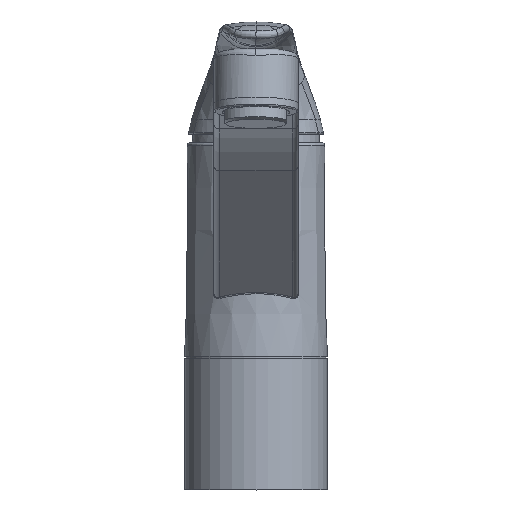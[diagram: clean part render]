
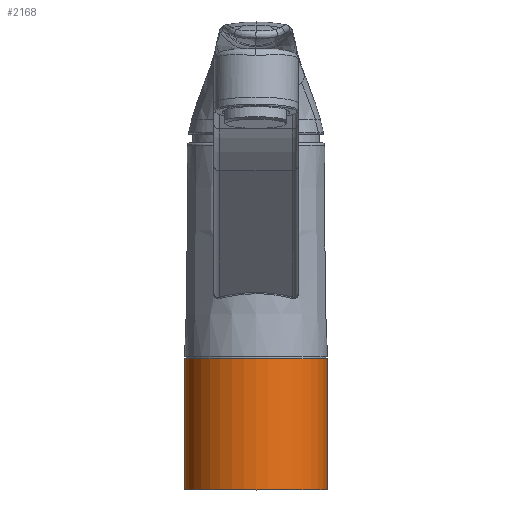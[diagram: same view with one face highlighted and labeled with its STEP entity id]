
A CAD part, top view. The second image highlights one B-rep face of the part: STEP entity #2168.
In plain terms, the highlighted cylindrical face has radius 25.5 mm (diameter 51 mm), a full revolution.
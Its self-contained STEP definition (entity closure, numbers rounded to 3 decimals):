
#308 = EDGE_CURVE ( 'NONE', #420, #420, #6121, .T. ) ;
#420 = VERTEX_POINT ( 'NONE', #8598 ) ;
#460 = DIRECTION ( 'NONE',  ( 0., 0., -1. ) ) ;
#949 = DIRECTION ( 'NONE',  ( 0., 1., 0. ) ) ;
#2095 = DIRECTION ( 'NONE',  ( 0., 1., 0. ) ) ;
#2168 = ADVANCED_FACE ( 'NONE', ( #3494, #3636 ), #3232, .T. ) ;
#3232 = CYLINDRICAL_SURFACE ( 'NONE', #4577, 25.5 ) ;
#3494 = FACE_OUTER_BOUND ( 'NONE', #3781, .T. ) ;
#3612 = CIRCLE ( 'NONE', #4865, 25.5 ) ;
#3636 = FACE_OUTER_BOUND ( 'NONE', #8390, .T. ) ;
#3781 = EDGE_LOOP ( 'NONE', ( #6789 ) ) ;
#3795 = DIRECTION ( 'NONE',  ( 0., 0., -1. ) ) ;
#3804 = DIRECTION ( 'NONE',  ( 0., -1., 0. ) ) ;
#3816 = CARTESIAN_POINT ( 'NONE',  ( 0., 46.8, 0. ) ) ;
#4577 = AXIS2_PLACEMENT_3D ( 'NONE', #6091, #2095, #460 ) ;
#4865 = AXIS2_PLACEMENT_3D ( 'NONE', #5756, #949, #6553 ) ;
#5669 = EDGE_CURVE ( 'NONE', #10109, #10109, #3612, .T. ) ;
#5756 = CARTESIAN_POINT ( 'NONE',  ( 0., 0., 0. ) ) ;
#6091 = CARTESIAN_POINT ( 'NONE',  ( 0., 23.4, 0. ) ) ;
#6121 = CIRCLE ( 'NONE', #9496, 25.5 ) ;
#6553 = DIRECTION ( 'NONE',  ( 0., 0., -1. ) ) ;
#6789 = ORIENTED_EDGE ( 'NONE', *, *, #308, .T. ) ;
#7905 = CARTESIAN_POINT ( 'NONE',  ( 0., 0., -25.5 ) ) ;
#8378 = ORIENTED_EDGE ( 'NONE', *, *, #5669, .T. ) ;
#8390 = EDGE_LOOP ( 'NONE', ( #8378 ) ) ;
#8598 = CARTESIAN_POINT ( 'NONE',  ( 0., 46.8, -25.5 ) ) ;
#9496 = AXIS2_PLACEMENT_3D ( 'NONE', #3816, #3804, #3795 ) ;
#10109 = VERTEX_POINT ( 'NONE', #7905 ) ;
